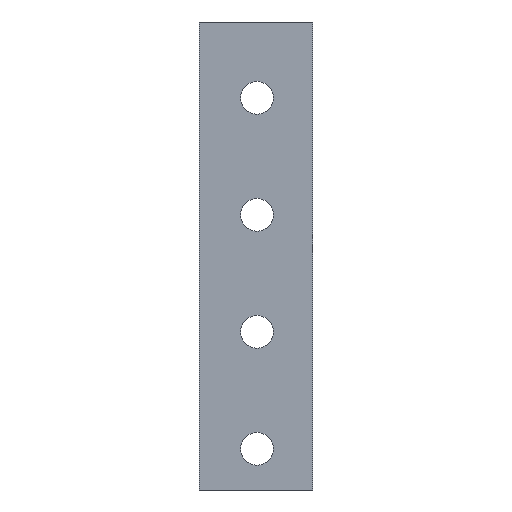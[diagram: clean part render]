
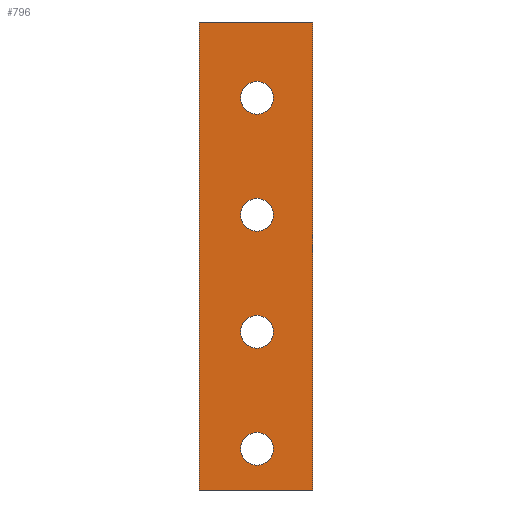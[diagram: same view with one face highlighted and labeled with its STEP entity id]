
A CAD part, front view. The second image highlights one B-rep face of the part: STEP entity #796.
In plain terms, the highlighted planar face has unit normal (0, -1, 0).
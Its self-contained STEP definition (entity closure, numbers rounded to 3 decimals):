
#24=LINE('',#1235,#90);
#53=LINE('',#1325,#119);
#54=LINE('',#1327,#120);
#55=LINE('',#1328,#121);
#90=VECTOR('',#994,10.);
#119=VECTOR('',#1083,10.);
#120=VECTOR('',#1086,10.);
#121=VECTOR('',#1087,10.);
#175=FACE_BOUND('',#259,.T.);
#176=FACE_BOUND('',#260,.T.);
#177=FACE_BOUND('',#261,.T.);
#178=FACE_BOUND('',#262,.T.);
#210=FACE_OUTER_BOUND('',#258,.T.);
#258=EDGE_LOOP('',(#621,#622,#623,#624));
#259=EDGE_LOOP('',(#625));
#260=EDGE_LOOP('',(#626));
#261=EDGE_LOOP('',(#627));
#262=EDGE_LOOP('',(#628));
#286=CIRCLE('',#839,1.75);
#290=CIRCLE('',#846,1.75);
#294=CIRCLE('',#853,1.75);
#298=CIRCLE('',#860,1.75);
#334=VERTEX_POINT('',#1188);
#338=VERTEX_POINT('',#1201);
#342=VERTEX_POINT('',#1214);
#346=VERTEX_POINT('',#1227);
#348=VERTEX_POINT('',#1232);
#349=VERTEX_POINT('',#1234);
#378=VERTEX_POINT('',#1319);
#380=VERTEX_POINT('',#1323);
#412=EDGE_CURVE('',#334,#334,#286,.T.);
#418=EDGE_CURVE('',#338,#338,#290,.T.);
#424=EDGE_CURVE('',#342,#342,#294,.T.);
#430=EDGE_CURVE('',#346,#346,#298,.T.);
#432=EDGE_CURVE('',#348,#349,#24,.T.);
#477=EDGE_CURVE('',#378,#380,#53,.T.);
#478=EDGE_CURVE('',#378,#348,#54,.T.);
#479=EDGE_CURVE('',#380,#349,#55,.T.);
#621=ORIENTED_EDGE('',*,*,#478,.F.);
#622=ORIENTED_EDGE('',*,*,#477,.T.);
#623=ORIENTED_EDGE('',*,*,#479,.T.);
#624=ORIENTED_EDGE('',*,*,#432,.F.);
#625=ORIENTED_EDGE('',*,*,#412,.T.);
#626=ORIENTED_EDGE('',*,*,#418,.T.);
#627=ORIENTED_EDGE('',*,*,#424,.T.);
#628=ORIENTED_EDGE('',*,*,#430,.T.);
#760=PLANE('',#892);
#796=ADVANCED_FACE('',(#210,#175,#176,#177,#178),#760,.T.);
#839=AXIS2_PLACEMENT_3D('',#1190,#941,#942);
#846=AXIS2_PLACEMENT_3D('',#1203,#957,#958);
#853=AXIS2_PLACEMENT_3D('',#1216,#973,#974);
#860=AXIS2_PLACEMENT_3D('',#1229,#989,#990);
#892=AXIS2_PLACEMENT_3D('',#1326,#1084,#1085);
#941=DIRECTION('center_axis',(0.,1.,0.));
#942=DIRECTION('ref_axis',(1.,0.,0.));
#957=DIRECTION('center_axis',(0.,1.,0.));
#958=DIRECTION('ref_axis',(1.,0.,0.));
#973=DIRECTION('center_axis',(0.,1.,0.));
#974=DIRECTION('ref_axis',(1.,0.,0.));
#989=DIRECTION('center_axis',(0.,1.,0.));
#990=DIRECTION('ref_axis',(1.,0.,0.));
#994=DIRECTION('',(0.,0.,1.));
#1083=DIRECTION('',(0.,0.,1.));
#1084=DIRECTION('center_axis',(0.,-1.,0.));
#1085=DIRECTION('ref_axis',(1.,0.,0.));
#1086=DIRECTION('',(-1.,0.,0.));
#1087=DIRECTION('',(-1.,0.,0.));
#1188=CARTESIAN_POINT('',(-1.65,-7.8,41.902));
#1190=CARTESIAN_POINT('Origin',(0.1,-7.8,41.902));
#1201=CARTESIAN_POINT('',(-1.65,-7.8,29.402));
#1203=CARTESIAN_POINT('Origin',(0.1,-7.8,29.402));
#1214=CARTESIAN_POINT('',(-1.65,-7.8,16.902));
#1216=CARTESIAN_POINT('Origin',(0.1,-7.8,16.902));
#1227=CARTESIAN_POINT('',(-1.65,-7.8,4.402));
#1229=CARTESIAN_POINT('Origin',(0.1,-7.8,4.402));
#1232=CARTESIAN_POINT('',(-6.05,-7.8,0.));
#1234=CARTESIAN_POINT('',(-6.05,-7.8,50.));
#1235=CARTESIAN_POINT('',(-6.05,-7.8,0.));
#1319=CARTESIAN_POINT('',(6.05,-7.8,0.));
#1323=CARTESIAN_POINT('',(6.05,-7.8,50.));
#1325=CARTESIAN_POINT('',(6.05,-7.8,0.));
#1326=CARTESIAN_POINT('Origin',(0.,-7.8,0.));
#1327=CARTESIAN_POINT('',(6.05,-7.8,0.));
#1328=CARTESIAN_POINT('',(-6.05,-7.8,50.));
